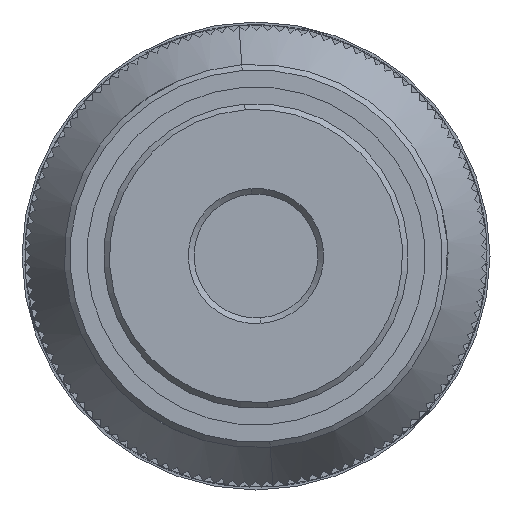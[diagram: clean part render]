
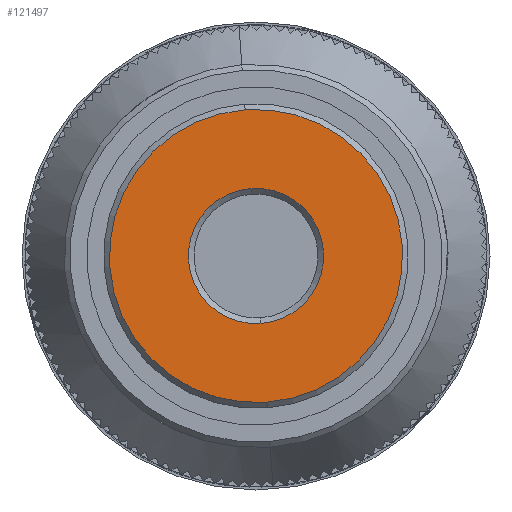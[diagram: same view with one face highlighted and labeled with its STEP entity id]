
A CAD part, left-side view. The second image highlights one B-rep face of the part: STEP entity #121497.
In plain terms, the highlighted planar face has unit normal (-1, 0, 0).
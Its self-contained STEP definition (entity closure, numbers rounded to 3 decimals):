
#310 = ORIENTED_EDGE ( 'NONE', *, *, #31475, .T. ) ;
#7522 = CARTESIAN_POINT ( 'NONE',  ( -25.385, 0., 0. ) ) ;
#8184 = PLANE ( 'NONE',  #117084 ) ;
#9421 = VERTEX_POINT ( 'NONE', #10451 ) ;
#9598 = DIRECTION ( 'NONE',  ( -1., 0., 0. ) ) ;
#10218 = DIRECTION ( 'NONE',  ( 0., 0.074, 0.997 ) ) ;
#10451 = CARTESIAN_POINT ( 'NONE',  ( -25.385, 0.444, 5.984 ) ) ;
#12013 = CARTESIAN_POINT ( 'NONE',  ( -25.385, 0., 0. ) ) ;
#15204 = VERTEX_POINT ( 'NONE', #31691 ) ;
#16248 = VERTEX_POINT ( 'NONE', #100079 ) ;
#16509 = AXIS2_PLACEMENT_3D ( 'NONE', #7522, #94114, #54593 ) ;
#23443 = ORIENTED_EDGE ( 'NONE', *, *, #70034, .T. ) ;
#27622 = FACE_BOUND ( 'NONE', #68439, .T. ) ;
#29251 = EDGE_LOOP ( 'NONE', ( #23443, #68949 ) ) ;
#31475 = EDGE_CURVE ( 'NONE', #47596, #9421, #114665, .T. ) ;
#31691 = CARTESIAN_POINT ( 'NONE',  ( -25.385, 0.962, 12.964 ) ) ;
#33685 = ORIENTED_EDGE ( 'NONE', *, *, #112567, .T. ) ;
#35494 = CIRCLE ( 'NONE', #53499, 6. ) ;
#36413 = DIRECTION ( 'NONE',  ( 1., 0., 0. ) ) ;
#41474 = DIRECTION ( 'NONE',  ( 0., 0.074, 0.997 ) ) ;
#47596 = VERTEX_POINT ( 'NONE', #84119 ) ;
#53499 = AXIS2_PLACEMENT_3D ( 'NONE', #88919, #109582, #80107 ) ;
#54593 = DIRECTION ( 'NONE',  ( 0., 0.074, 0.997 ) ) ;
#64914 = AXIS2_PLACEMENT_3D ( 'NONE', #12013, #69111, #41474 ) ;
#68439 = EDGE_LOOP ( 'NONE', ( #310, #33685 ) ) ;
#68949 = ORIENTED_EDGE ( 'NONE', *, *, #103438, .T. ) ;
#69111 = DIRECTION ( 'NONE',  ( -1., 0., 0. ) ) ;
#70034 = EDGE_CURVE ( 'NONE', #15204, #16248, #108933, .T. ) ;
#80107 = DIRECTION ( 'NONE',  ( 0., 0.074, 0.997 ) ) ;
#84090 = DIRECTION ( 'NONE',  ( 0., 0.074, 0.997 ) ) ;
#84119 = CARTESIAN_POINT ( 'NONE',  ( -25.385, -0.444, -5.984 ) ) ;
#88919 = CARTESIAN_POINT ( 'NONE',  ( -25.385, 0., 0. ) ) ;
#94114 = DIRECTION ( 'NONE',  ( 1., 0., 0. ) ) ;
#100079 = CARTESIAN_POINT ( 'NONE',  ( -25.385, -0.962, -12.964 ) ) ;
#103438 = EDGE_CURVE ( 'NONE', #16248, #15204, #104997, .T. ) ;
#104997 = CIRCLE ( 'NONE', #121049, 13. ) ;
#108933 = CIRCLE ( 'NONE', #64914, 13. ) ;
#109582 = DIRECTION ( 'NONE',  ( 1., 0., 0. ) ) ;
#112567 = EDGE_CURVE ( 'NONE', #9421, #47596, #35494, .T. ) ;
#112962 = FACE_OUTER_BOUND ( 'NONE', #29251, .T. ) ;
#114372 = CARTESIAN_POINT ( 'NONE',  ( -25.385, 0., 0. ) ) ;
#114665 = CIRCLE ( 'NONE', #16509, 6. ) ;
#117084 = AXIS2_PLACEMENT_3D ( 'NONE', #123606, #36413, #84090 ) ;
#121049 = AXIS2_PLACEMENT_3D ( 'NONE', #114372, #9598, #10218 ) ;
#121497 = ADVANCED_FACE ( 'NONE', ( #27622, #112962 ), #8184, .F. ) ;
#123606 = CARTESIAN_POINT ( 'NONE',  ( -25.385, -5.485, 0.407 ) ) ;
